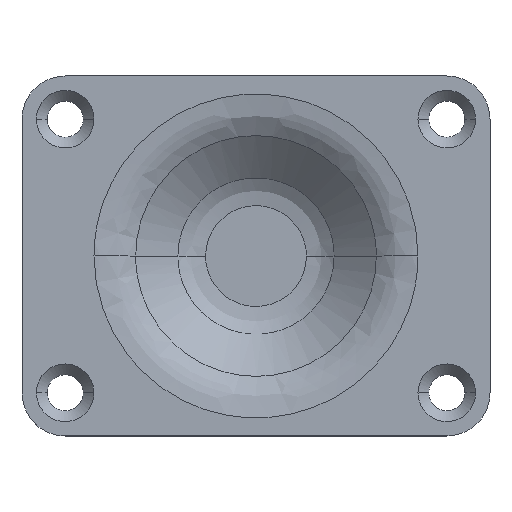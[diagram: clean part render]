
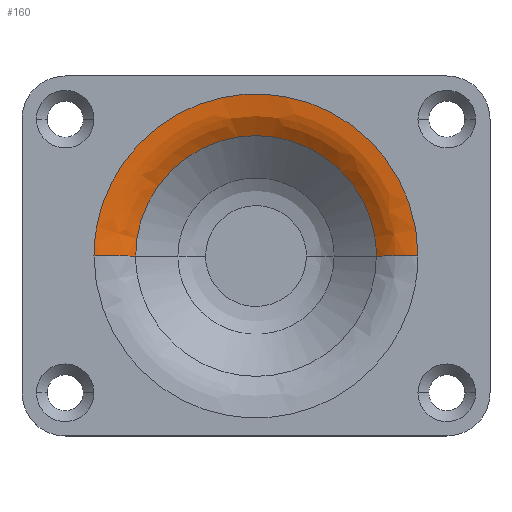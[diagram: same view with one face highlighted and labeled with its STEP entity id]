
A CAD part, top view. The second image highlights one B-rep face of the part: STEP entity #160.
In plain terms, the highlighted free-form (B-spline) face has degree [2, 2] with [5, 3] control points.
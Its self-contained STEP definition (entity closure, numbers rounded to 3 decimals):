
#160 = ADVANCED_FACE('',(#161),#199,.T.);
#161 = FACE_BOUND('',#162,.T.);
#162 = EDGE_LOOP('',(#163,#175,#183,#193));
#163 = ORIENTED_EDGE('',*,*,#164,.T.);
#164 = EDGE_CURVE('',#165,#167,#169,.T.);
#165 = VERTEX_POINT('',#166);
#166 = CARTESIAN_POINT('',(-16.311,0.,
    0.873));
#167 = VERTEX_POINT('',#168);
#168 = CARTESIAN_POINT('',(16.311,0.,0.873));
#169 = ( BOUNDED_CURVE() B_SPLINE_CURVE(2,(#170,#171,#172,#173,#174),
.UNSPECIFIED.,.F.,.F.) B_SPLINE_CURVE_WITH_KNOTS((3,2,3),(0.,
1.571,3.142),.PIECEWISE_BEZIER_KNOTS.) CURVE() 
GEOMETRIC_REPRESENTATION_ITEM() RATIONAL_B_SPLINE_CURVE((1.,
0.707,1.,0.707,1.)) REPRESENTATION_ITEM('') );
#170 = CARTESIAN_POINT('',(-16.311,0.,0.873));
#171 = CARTESIAN_POINT('',(-16.311,16.311,
    0.873));
#172 = CARTESIAN_POINT('',(0.,16.311,
    0.873));
#173 = CARTESIAN_POINT('',(16.311,16.311,
    0.873));
#174 = CARTESIAN_POINT('',(16.311,0.,
    0.873));
#175 = ORIENTED_EDGE('',*,*,#176,.T.);
#176 = EDGE_CURVE('',#167,#177,#179,.T.);
#177 = VERTEX_POINT('',#178);
#178 = CARTESIAN_POINT('',(21.956,0.,
    2.927));
#179 = ( BOUNDED_CURVE() B_SPLINE_CURVE(2,(#180,#181,#182),
.UNSPECIFIED.,.F.,.F.) B_SPLINE_CURVE_WITH_KNOTS((3,3),(0.873,
1.571),.PIECEWISE_BEZIER_KNOTS.) CURVE() 
GEOMETRIC_REPRESENTATION_ITEM() RATIONAL_B_SPLINE_CURVE((1.,
0.94,1.)) REPRESENTATION_ITEM('') );
#180 = CARTESIAN_POINT('',(16.311,0.,
    0.873));
#181 = CARTESIAN_POINT('',(18.759,0.,
    2.927));
#182 = CARTESIAN_POINT('',(21.956,0.,
    2.927));
#183 = ORIENTED_EDGE('',*,*,#184,.T.);
#184 = EDGE_CURVE('',#177,#185,#187,.T.);
#185 = VERTEX_POINT('',#186);
#186 = CARTESIAN_POINT('',(-21.956,0.,2.927));
#187 = ( BOUNDED_CURVE() B_SPLINE_CURVE(2,(#188,#189,#190,#191,#192),
.UNSPECIFIED.,.F.,.F.) B_SPLINE_CURVE_WITH_KNOTS((3,2,3),(0.,
1.571,3.142),.PIECEWISE_BEZIER_KNOTS.) CURVE() 
GEOMETRIC_REPRESENTATION_ITEM() RATIONAL_B_SPLINE_CURVE((1.,
0.707,1.,0.707,1.)) REPRESENTATION_ITEM('') );
#188 = CARTESIAN_POINT('',(21.956,0.,2.927));
#189 = CARTESIAN_POINT('',(21.956,21.956,2.927
    ));
#190 = CARTESIAN_POINT('',(0.,21.956,
    2.927));
#191 = CARTESIAN_POINT('',(-21.956,21.956,2.927
    ));
#192 = CARTESIAN_POINT('',(-21.956,0.,
    2.927));
#193 = ORIENTED_EDGE('',*,*,#194,.F.);
#194 = EDGE_CURVE('',#165,#185,#195,.T.);
#195 = ( BOUNDED_CURVE() B_SPLINE_CURVE(2,(#196,#197,#198),
.UNSPECIFIED.,.F.,.F.) B_SPLINE_CURVE_WITH_KNOTS((3,3),(2.443,
3.142),.PIECEWISE_BEZIER_KNOTS.) CURVE() 
GEOMETRIC_REPRESENTATION_ITEM() RATIONAL_B_SPLINE_CURVE((1.,
0.94,1.)) REPRESENTATION_ITEM('') );
#196 = CARTESIAN_POINT('',(-16.311,0.,0.873));
#197 = CARTESIAN_POINT('',(-18.759,0.,2.927));
#198 = CARTESIAN_POINT('',(-21.956,0.,2.927));
#199 = ( BOUNDED_SURFACE() B_SPLINE_SURFACE(2,2,(
    (#200,#201,#202)
    ,(#203,#204,#205)
    ,(#206,#207,#208)
    ,(#209,#210,#211)
    ,(#212,#213,#214
)),.UNSPECIFIED.,.F.,.F.,.F.) B_SPLINE_SURFACE_WITH_KNOTS((3,2,3),(3,3),
  (0.,1.571,3.142),(4.014,4.712),
.PIECEWISE_BEZIER_KNOTS.) GEOMETRIC_REPRESENTATION_ITEM() 
RATIONAL_B_SPLINE_SURFACE((
    (1.,0.94,1.)
    ,(0.707,0.664,0.707)
    ,(1.,0.94,1.)
    ,(0.707,0.664,0.707)
,(1.,0.94,1.))) REPRESENTATION_ITEM('') SURFACE() );
#200 = CARTESIAN_POINT('',(-16.311,0.,0.873));
#201 = CARTESIAN_POINT('',(-18.759,0.,2.927));
#202 = CARTESIAN_POINT('',(-21.956,0.,2.927));
#203 = CARTESIAN_POINT('',(-16.311,16.311,
    0.873));
#204 = CARTESIAN_POINT('',(-18.759,18.759,2.927)
  );
#205 = CARTESIAN_POINT('',(-21.956,21.956,2.927
    ));
#206 = CARTESIAN_POINT('',(0.,16.311,
    0.873));
#207 = CARTESIAN_POINT('',(0.,18.759,
    2.927));
#208 = CARTESIAN_POINT('',(0.,21.956,
    2.927));
#209 = CARTESIAN_POINT('',(16.311,16.311,
    0.873));
#210 = CARTESIAN_POINT('',(18.759,18.759,2.927
    ));
#211 = CARTESIAN_POINT('',(21.956,21.956,2.927
    ));
#212 = CARTESIAN_POINT('',(16.311,0.,
    0.873));
#213 = CARTESIAN_POINT('',(18.759,0.,
    2.927));
#214 = CARTESIAN_POINT('',(21.956,0.,
    2.927));
